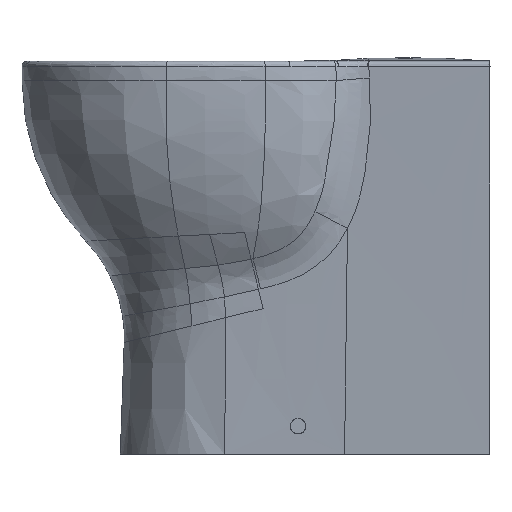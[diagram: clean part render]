
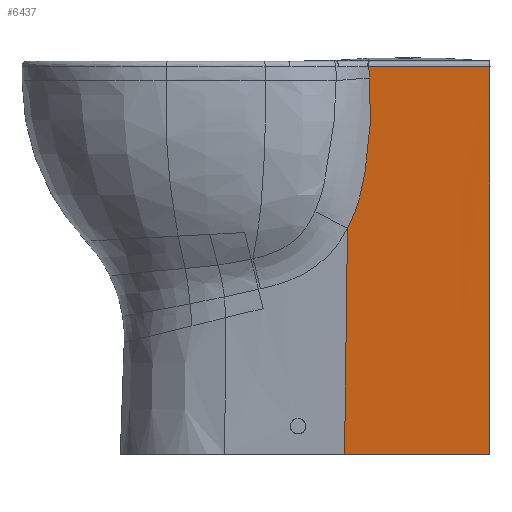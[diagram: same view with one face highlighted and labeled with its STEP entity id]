
A CAD part, front view. The second image highlights one B-rep face of the part: STEP entity #6437.
In plain terms, the highlighted free-form (B-spline) face has degree [3, 3] with [4, 8] control points.
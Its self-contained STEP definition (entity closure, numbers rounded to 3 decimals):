
#502=CARTESIAN_POINT('',(-305.378,-128.693,-420.));
#510=CARTESIAN_POINT('',(-150.,-139.602,-420.));
#511=CARTESIAN_POINT('',(-159.73,-138.919,
-420.));
#512=CARTESIAN_POINT('',(-179.492,-137.531,
-420.));
#513=CARTESIAN_POINT('',(-209.475,-135.426,
-420.));
#514=CARTESIAN_POINT('',(-240.325,-133.26,
-420.));
#515=CARTESIAN_POINT('',(-272.314,-131.014,
-420.));
#516=CARTESIAN_POINT('',(-294.364,-129.466,
-420.));
#517=CARTESIAN_POINT('',(-305.378,-128.693,-420.));
#1108=CARTESIAN_POINT('',(-279.576,-151.396,
-6.073));
#1332=CARTESIAN_POINT('',(-150.,-162.161,
-6.212));
#1333=CARTESIAN_POINT('',(-156.246,-161.642,
-6.204));
#1334=CARTESIAN_POINT('',(-168.366,-160.636,
-6.179));
#1335=CARTESIAN_POINT('',(-185.293,-159.231,
-6.134));
#1336=CARTESIAN_POINT('',(-201.364,-157.897,
-6.091));
#1337=CARTESIAN_POINT('',(-215.965,-156.685,
-6.058));
#1338=CARTESIAN_POINT('',(-228.778,-155.621,
-6.038));
#1339=CARTESIAN_POINT('',(-240.018,-154.687,
-6.031));
#1340=CARTESIAN_POINT('',(-249.956,-153.86,
-6.032));
#1341=CARTESIAN_POINT('',(-258.745,-153.129,
-6.039));
#1342=CARTESIAN_POINT('',(-266.54,-152.481,
-6.049));
#1343=CARTESIAN_POINT('',(-273.456,-151.905,
-6.061));
#1344=CARTESIAN_POINT('',(-277.617,-151.559,
-6.069));
#1345=CARTESIAN_POINT('',(-279.576,-151.396,
-6.073));
#1347=CARTESIAN_POINT('',(-150.,-139.602,-420.));
#1348=CARTESIAN_POINT('',(-150.,-142.1,-374.14));
#1349=CARTESIAN_POINT('',(-150.,-147.102,-282.343));
#1350=CARTESIAN_POINT('',(-150.,-154.621,
-144.414));
#1351=CARTESIAN_POINT('',(-150.,-159.646,
-52.305));
#1352=CARTESIAN_POINT('',(-150.,-162.161,
-6.212));
#1354=CARTESIAN_POINT('',(-278.712,-150.863,
-18.08));
#1355=CARTESIAN_POINT('',(-278.595,-150.784,
-19.83));
#1356=CARTESIAN_POINT('',(-278.378,-150.63,
-23.24));
#1357=CARTESIAN_POINT('',(-278.108,-150.41,
-28.043));
#1358=CARTESIAN_POINT('',(-277.886,-150.196,
-32.649));
#1359=CARTESIAN_POINT('',(-277.71,-149.985,
-37.128));
#1360=CARTESIAN_POINT('',(-277.581,-149.771,
-41.562));
#1361=CARTESIAN_POINT('',(-277.501,-149.552,
-46.031));
#1362=CARTESIAN_POINT('',(-277.477,-149.327,
-50.541));
#1363=CARTESIAN_POINT('',(-277.516,-149.096,
-55.046));
#1364=CARTESIAN_POINT('',(-277.615,-148.861,
-59.54));
#1365=CARTESIAN_POINT('',(-277.772,-148.621,
-64.055));
#1366=CARTESIAN_POINT('',(-277.985,-148.377,
-68.548));
#1367=CARTESIAN_POINT('',(-278.247,-148.133,
-72.954));
#1368=CARTESIAN_POINT('',(-278.567,-147.879,
-77.472));
#1369=CARTESIAN_POINT('',(-278.97,-147.601,
-82.345));
#1370=CARTESIAN_POINT('',(-279.478,-147.29,
-87.696));
#1371=CARTESIAN_POINT('',(-280.083,-146.957,
-93.342));
#1372=CARTESIAN_POINT('',(-280.775,-146.609,
-99.154));
#1373=CARTESIAN_POINT('',(-281.532,-146.255,
-104.987));
#1374=CARTESIAN_POINT('',(-282.337,-145.901,
-110.739));
#1375=CARTESIAN_POINT('',(-283.182,-145.554,
-116.299));
#1376=CARTESIAN_POINT('',(-284.041,-145.224,
-121.497));
#1377=CARTESIAN_POINT('',(-284.952,-144.897,
-126.566));
#1378=CARTESIAN_POINT('',(-285.953,-144.561,
-131.684));
#1379=CARTESIAN_POINT('',(-287.058,-144.216,
-136.825));
#1380=CARTESIAN_POINT('',(-288.286,-143.86,
-141.983));
#1381=CARTESIAN_POINT('',(-289.645,-143.496,
-147.121));
#1382=CARTESIAN_POINT('',(-291.184,-143.114,
-152.344));
#1383=CARTESIAN_POINT('',(-293.013,-142.693,
-157.899));
#1384=CARTESIAN_POINT('',(-295.289,-142.209,
-164.018));
#1385=CARTESIAN_POINT('',(-298.2,-141.641,
-170.868));
#1386=CARTESIAN_POINT('',(-300.795,-141.179,
-176.111));
#1387=CARTESIAN_POINT('',(-302.29,-140.926,
-178.859));
#1389=CARTESIAN_POINT('',(-279.576,-151.396,
-6.073));
#1390=CARTESIAN_POINT('',(-279.434,-151.314,
-7.936));
#1391=CARTESIAN_POINT('',(-279.146,-151.143,
-11.8));
#1392=CARTESIAN_POINT('',(-278.854,-150.959,
-15.94));
#1393=CARTESIAN_POINT('',(-278.712,-150.863,
-18.08));
#1791=CARTESIAN_POINT('',(-302.29,-140.926,
-178.859));
#1811=DIRECTION('',(0.013,-0.051,0.999));
#1812=VECTOR('',#1811,241.471);
#1813=CARTESIAN_POINT('',(-305.378,-128.693,-420.));
#1814=LINE('',#1813,#1812);
#3446=VERTEX_POINT('',#1791);
#3449=VERTEX_POINT('',#1354);
#3516=VERTEX_POINT('',#502);
#3522=VERTEX_POINT('',#510);
#3565=VERTEX_POINT('',#1108);
#3568=VERTEX_POINT('',#1332);
#6393=CARTESIAN_POINT('',(-307.034,-128.165,
-428.279));
#6394=CARTESIAN_POINT('',(-295.483,-128.973,
-428.279));
#6395=CARTESIAN_POINT('',(-272.86,-130.556,
-428.279));
#6396=CARTESIAN_POINT('',(-240.321,-132.833,
-428.279));
#6397=CARTESIAN_POINT('',(-209.455,-134.992,
-428.279));
#6398=CARTESIAN_POINT('',(-178.449,-137.161,
-428.279));
#6399=CARTESIAN_POINT('',(-157.69,-138.613,
-428.279));
#6400=CARTESIAN_POINT('',(-146.964,-139.363,
-428.279));
#6401=CARTESIAN_POINT('',(-305.142,-135.443,
-284.77));
#6402=CARTESIAN_POINT('',(-293.994,-136.269,
-284.77));
#6403=CARTESIAN_POINT('',(-272.172,-137.887,
-284.77));
#6404=CARTESIAN_POINT('',(-240.389,-140.246,
-284.77));
#6405=CARTESIAN_POINT('',(-209.812,-142.519,
-284.77));
#6406=CARTESIAN_POINT('',(-178.973,-144.813,
-284.77));
#6407=CARTESIAN_POINT('',(-158.22,-146.358,
-284.77));
#6408=CARTESIAN_POINT('',(-147.478,-147.158,
-284.77));
#6409=CARTESIAN_POINT('',(-303.251,-142.72,
-141.261));
#6410=CARTESIAN_POINT('',(-292.504,-143.565,
-141.261));
#6411=CARTESIAN_POINT('',(-271.484,-145.217,
-141.261));
#6412=CARTESIAN_POINT('',(-240.457,-147.659,
-141.261));
#6413=CARTESIAN_POINT('',(-210.17,-150.047,
-141.261));
#6414=CARTESIAN_POINT('',(-179.497,-152.466,
-141.261));
#6415=CARTESIAN_POINT('',(-158.75,-154.103,
-141.261));
#6416=CARTESIAN_POINT('',(-147.993,-154.952,
-141.261));
#6417=CARTESIAN_POINT('',(-301.359,-149.998,
2.248));
#6418=CARTESIAN_POINT('',(-291.015,-150.861,
2.248));
#6419=CARTESIAN_POINT('',(-270.796,-152.548,
2.248));
#6420=CARTESIAN_POINT('',(-240.524,-155.073,
2.248));
#6421=CARTESIAN_POINT('',(-210.528,-157.574,
2.248));
#6422=CARTESIAN_POINT('',(-180.02,-160.119,
2.248));
#6423=CARTESIAN_POINT('',(-159.28,-161.849,
2.248));
#6424=CARTESIAN_POINT('',(-148.508,-162.747,
2.248));
#6425=B_SPLINE_SURFACE_WITH_KNOTS('',3,3,((#6393,#6394,#6395,#6396,#6397,#6398,
#6399,#6400),(#6401,#6402,#6403,#6404,#6405,#6406,#6407,#6408),(#6409,#6410,
#6411,#6412,#6413,#6414,#6415,#6416),(#6417,#6418,#6419,#6420,#6421,#6422,#6423,
#6424)),.UNSPECIFIED.,.F.,.F.,.F.,(4,4),(4,1,1,1,1,4),(-0.02,
1.005),(0.484,0.54,0.593,
0.644,0.695,0.749),.UNSPECIFIED.);
#6427=ORIENTED_EDGE('',*,*,#6426,.F.);
#6429=ORIENTED_EDGE('',*,*,#6428,.F.);
#6430=ORIENTED_EDGE('',*,*,#4536,.T.);
#6432=ORIENTED_EDGE('',*,*,#6431,.T.);
#6433=ORIENTED_EDGE('',*,*,#6387,.F.);
#6434=ORIENTED_EDGE('',*,*,#5527,.F.);
#6435=EDGE_LOOP('',(#6427,#6429,#6430,#6432,#6433,#6434));
#6436=FACE_OUTER_BOUND('',#6435,.F.);
#6437=ADVANCED_FACE('',(#6436),#6425,.F.);
#518=B_SPLINE_CURVE_WITH_KNOTS('',3,(#510,#511,#512,#513,#514,#515,#516,#517),
.UNSPECIFIED.,.F.,.F.,(4,1,1,1,1,4),(0.,0.193,0.39,
0.588,0.794,1.),.UNSPECIFIED.);
#1346=B_SPLINE_CURVE_WITH_KNOTS('',3,(#1332,#1333,#1334,#1335,#1336,#1337,#1338,
#1339,#1340,#1341,#1342,#1343,#1344,#1345),.UNSPECIFIED.,.F.,.F.,(4,1,1,1,1,1,1,
1,1,1,1,4),(0.,0.091,0.182,0.273,
0.364,0.455,0.545,0.636,
0.727,0.818,0.909,1.),.UNSPECIFIED.);
#1353=B_SPLINE_CURVE_WITH_KNOTS('',3,(#1347,#1348,#1349,#1350,#1351,#1352),
.UNSPECIFIED.,.F.,.F.,(4,1,1,4),(0.,0.333,0.667,1.),
.UNSPECIFIED.);
#1388=B_SPLINE_CURVE_WITH_KNOTS('',3,(#1354,#1355,#1356,#1357,#1358,#1359,#1360,
#1361,#1362,#1363,#1364,#1365,#1366,#1367,#1368,#1369,#1370,#1371,#1372,#1373,
#1374,#1375,#1376,#1377,#1378,#1379,#1380,#1381,#1382,#1383,#1384,#1385,#1386,
#1387),.UNSPECIFIED.,.F.,.F.,(4,1,1,1,1,1,1,1,1,1,1,1,1,1,1,1,1,1,1,1,1,1,1,1,1,
1,1,1,1,1,1,4),(0.,0.032,0.065,0.097,
0.129,0.161,0.194,0.226,
0.258,0.29,0.323,0.355,
0.387,0.419,0.452,0.484,
0.516,0.548,0.581,0.613,
0.645,0.677,0.71,0.742,
0.774,0.806,0.839,0.871,
0.903,0.935,0.968,1.),.UNSPECIFIED.);
#1394=B_SPLINE_CURVE_WITH_KNOTS('',3,(#1389,#1390,#1391,#1392,#1393),
.UNSPECIFIED.,.F.,.F.,(4,1,4),(0.,0.5,1.),.UNSPECIFIED.);
#4536=EDGE_CURVE('',#3522,#3516,#518,.T.);
#5527=EDGE_CURVE('',#3565,#3449,#1394,.T.);
#6387=EDGE_CURVE('',#3449,#3446,#1388,.T.);
#6426=EDGE_CURVE('',#3568,#3565,#1346,.T.);
#6428=EDGE_CURVE('',#3522,#3568,#1353,.T.);
#6431=EDGE_CURVE('',#3516,#3446,#1814,.T.);
